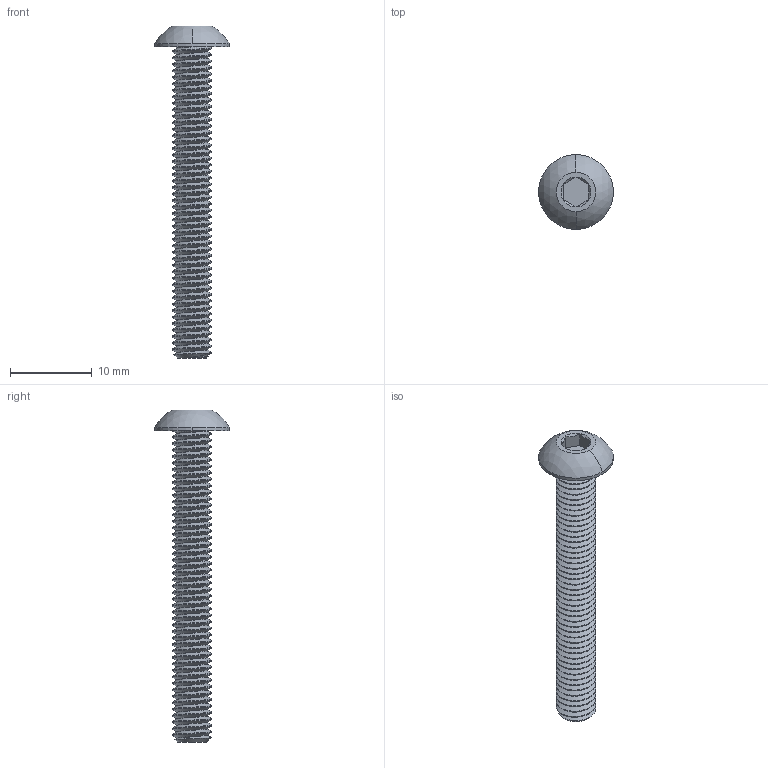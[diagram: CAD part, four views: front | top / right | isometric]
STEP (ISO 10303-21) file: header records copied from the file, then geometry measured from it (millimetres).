
FILE_DESCRIPTION (( 'STEP AP203' ), '1' );
FILE_NAME ('WCP-0257.STEP', '2021-05-12T23:22:35', ( '' ), ( '' ), 'SwSTEP 2.0', 'SolidWorks 2020', '' );
FILE_SCHEMA (( 'CONFIG_CONTROL_DESIGN' ));
Length unit declared in the file: inch
Products named in the file (1): WCP-0257
Bounding box: 9.17 x 9.17 x 40.67 mm (x, y, z)
Volume: 665.6 mm3; surface area: 1083.2 mm2
Topology: 1 solids, 1 shells, 122 faces, 343 edges, 226 vertices
Faces by surface type: cylinder 97, cone 10, plane 10, bspline 3, sphere 2
Entity records: 12023 total; most frequent: CARTESIAN_POINT 9402, ORIENTED_EDGE 684, DIRECTION 394, EDGE_CURVE 342, VERTEX_POINT 224, AXIS2_PLACEMENT_3D 141, EDGE_LOOP 124, FACE_OUTER_BOUND 122
